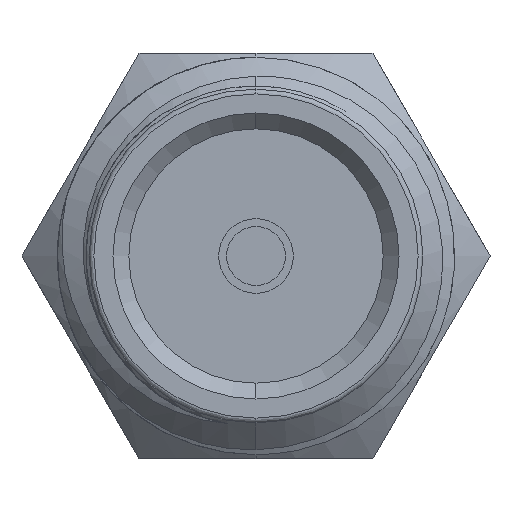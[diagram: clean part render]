
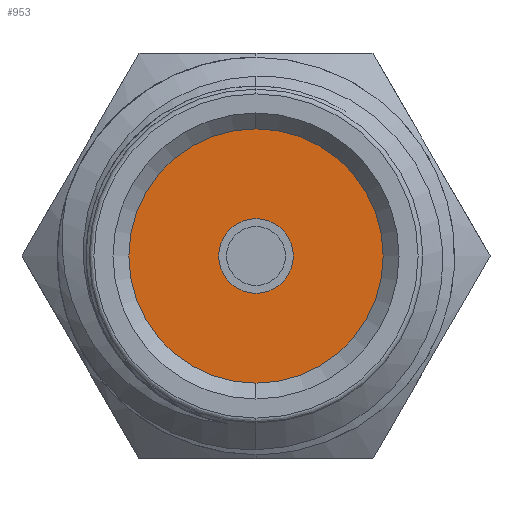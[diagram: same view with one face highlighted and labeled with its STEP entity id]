
A CAD part, left-side view. The second image highlights one B-rep face of the part: STEP entity #953.
In plain terms, the highlighted planar face has unit normal (-1, 0, 0).
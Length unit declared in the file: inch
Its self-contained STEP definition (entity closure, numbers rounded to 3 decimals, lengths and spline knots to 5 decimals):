
#180 = AXIS2_PLACEMENT_3D ( 'NONE', #2714, #3232, #3262 ) ;
#289 = EDGE_CURVE ( 'NONE', #1907, #876, #2259, .T. ) ;
#303 = DIRECTION ( 'NONE',  ( 0., 0., 1. ) ) ;
#304 = ORIENTED_EDGE ( 'NONE', *, *, #289, .T. ) ;
#417 = FACE_BOUND ( 'NONE', #1806, .T. ) ;
#559 = DIRECTION ( 'NONE',  ( 0., 0., 1. ) ) ;
#622 = AXIS2_PLACEMENT_3D ( 'NONE', #3088, #1769, #559 ) ;
#665 = DIRECTION ( 'NONE',  ( 0., 0., 1. ) ) ;
#701 = CARTESIAN_POINT ( 'NONE',  ( 0.075, 0., 0. ) ) ;
#846 = CARTESIAN_POINT ( 'NONE',  ( 0.075, 0., 0.0235 ) ) ;
#876 = VERTEX_POINT ( 'NONE', #1344 ) ;
#953 = ADVANCED_FACE ( 'NONE', ( #417, #3017 ), #2877, .T. ) ;
#1065 = AXIS2_PLACEMENT_3D ( 'NONE', #701, #2726, #3258 ) ;
#1342 = ORIENTED_EDGE ( 'NONE', *, *, #2167, .F. ) ;
#1344 = CARTESIAN_POINT ( 'NONE',  ( 0.075, 0., 0.08 ) ) ;
#1403 = DIRECTION ( 'NONE',  ( -1., 0., 0. ) ) ;
#1496 = EDGE_CURVE ( 'NONE', #2788, #3081, #2411, .T. ) ;
#1654 = EDGE_CURVE ( 'NONE', #876, #1907, #2002, .T. ) ;
#1731 = ORIENTED_EDGE ( 'NONE', *, *, #1496, .F. ) ;
#1769 = DIRECTION ( 'NONE',  ( -1., 0., 0. ) ) ;
#1806 = EDGE_LOOP ( 'NONE', ( #1342, #1731 ) ) ;
#1907 = VERTEX_POINT ( 'NONE', #1981 ) ;
#1930 = AXIS2_PLACEMENT_3D ( 'NONE', #2596, #2095, #303 ) ;
#1976 = CARTESIAN_POINT ( 'NONE',  ( 0.075, 0., -0.0235 ) ) ;
#1981 = CARTESIAN_POINT ( 'NONE',  ( 0.075, 0., -0.08 ) ) ;
#2002 = CIRCLE ( 'NONE', #1930, 0.08 ) ;
#2095 = DIRECTION ( 'NONE',  ( -1., 0., 0. ) ) ;
#2167 = EDGE_CURVE ( 'NONE', #3081, #2788, #2602, .T. ) ;
#2259 = CIRCLE ( 'NONE', #622, 0.08 ) ;
#2411 = CIRCLE ( 'NONE', #1065, 0.0235 ) ;
#2563 = EDGE_LOOP ( 'NONE', ( #2956, #304 ) ) ;
#2596 = CARTESIAN_POINT ( 'NONE',  ( 0.075, 0., 0. ) ) ;
#2602 = CIRCLE ( 'NONE', #180, 0.0235 ) ;
#2621 = AXIS2_PLACEMENT_3D ( 'NONE', #2646, #1403, #665 ) ;
#2646 = CARTESIAN_POINT ( 'NONE',  ( 0.075, 0., 0. ) ) ;
#2714 = CARTESIAN_POINT ( 'NONE',  ( 0.075, 0., 0. ) ) ;
#2726 = DIRECTION ( 'NONE',  ( -1., 0., 0. ) ) ;
#2788 = VERTEX_POINT ( 'NONE', #1976 ) ;
#2877 = PLANE ( 'NONE',  #2621 ) ;
#2956 = ORIENTED_EDGE ( 'NONE', *, *, #1654, .T. ) ;
#3017 = FACE_OUTER_BOUND ( 'NONE', #2563, .T. ) ;
#3081 = VERTEX_POINT ( 'NONE', #846 ) ;
#3088 = CARTESIAN_POINT ( 'NONE',  ( 0.075, 0., 0. ) ) ;
#3232 = DIRECTION ( 'NONE',  ( -1., 0., 0. ) ) ;
#3258 = DIRECTION ( 'NONE',  ( 0., 0., 1. ) ) ;
#3262 = DIRECTION ( 'NONE',  ( 0., 0., 1. ) ) ;
